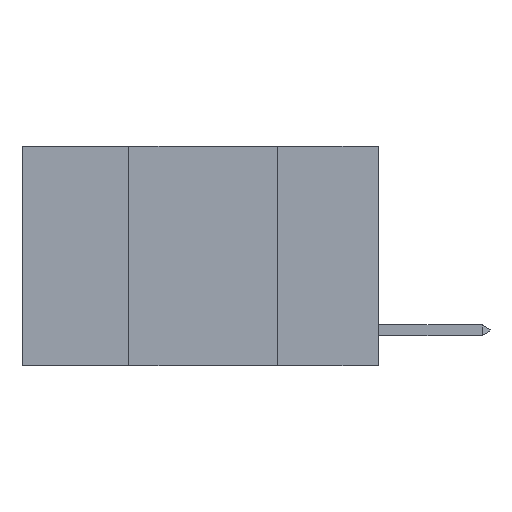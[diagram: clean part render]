
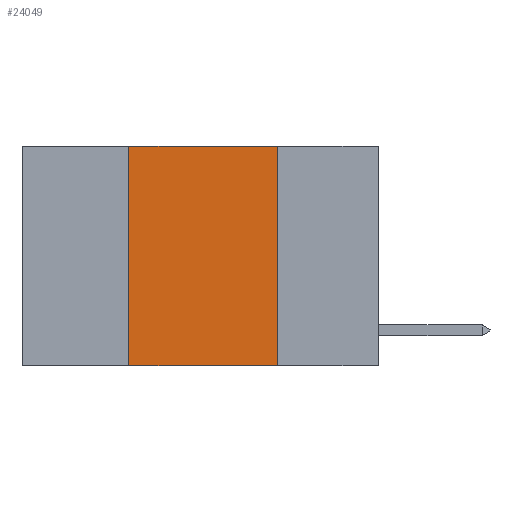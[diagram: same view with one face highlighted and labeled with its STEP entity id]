
A CAD part, left-side view. The second image highlights one B-rep face of the part: STEP entity #24049.
In plain terms, the highlighted planar face has unit normal (-1, 0, 0).
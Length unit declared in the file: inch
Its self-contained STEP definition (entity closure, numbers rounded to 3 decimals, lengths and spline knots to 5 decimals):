
#350 = CARTESIAN_POINT ( 'NONE',  ( 0., 0.6, 0. ) ) ;
#706 = VERTEX_POINT ( 'NONE', #26256 ) ;
#1845 = VERTEX_POINT ( 'NONE', #27617 ) ;
#2613 = VECTOR ( 'NONE', #16654, 39.37008 ) ;
#3483 = CARTESIAN_POINT ( 'NONE',  ( 0., 0.17, 0. ) ) ;
#4273 = ORIENTED_EDGE ( 'NONE', *, *, #25345, .F. ) ;
#4299 = VECTOR ( 'NONE', #28721, 39.37008 ) ;
#5181 = EDGE_LOOP ( 'NONE', ( #4273, #20615, #14750, #25088 ) ) ;
#6866 = CARTESIAN_POINT ( 'NONE',  ( 0., 0.17, 0. ) ) ;
#7122 = DIRECTION ( 'NONE',  ( 0., 0., -1. ) ) ;
#8803 = DIRECTION ( 'NONE',  ( 0., 0., 1. ) ) ;
#9406 = VECTOR ( 'NONE', #8803, 39.37008 ) ;
#9758 = AXIS2_PLACEMENT_3D ( 'NONE', #350, #20432, #7122 ) ;
#10363 = VECTOR ( 'NONE', #20169, 39.37008 ) ;
#10966 = LINE ( 'NONE', #15563, #4299 ) ;
#14420 = CARTESIAN_POINT ( 'NONE',  ( 0., 0.6, -0.37 ) ) ;
#14750 = ORIENTED_EDGE ( 'NONE', *, *, #23882, .F. ) ;
#15345 = LINE ( 'NONE', #24279, #9406 ) ;
#15563 = CARTESIAN_POINT ( 'NONE',  ( 0., 0.6, 0. ) ) ;
#15902 = PLANE ( 'NONE',  #9758 ) ;
#16654 = DIRECTION ( 'NONE',  ( 0., -1., 0. ) ) ;
#20169 = DIRECTION ( 'NONE',  ( 0., 0., -1. ) ) ;
#20392 = LINE ( 'NONE', #14420, #2613 ) ;
#20432 = DIRECTION ( 'NONE',  ( 1., 0., 0. ) ) ;
#20613 = VERTEX_POINT ( 'NONE', #3483 ) ;
#20615 = ORIENTED_EDGE ( 'NONE', *, *, #27053, .F. ) ;
#22209 = FACE_OUTER_BOUND ( 'NONE', #5181, .T. ) ;
#22397 = EDGE_CURVE ( 'NONE', #25910, #1845, #20392, .T. ) ;
#22813 = LINE ( 'NONE', #6866, #10363 ) ;
#23882 = EDGE_CURVE ( 'NONE', #25910, #706, #15345, .T. ) ;
#24049 = ADVANCED_FACE ( 'NONE', ( #22209 ), #15902, .F. ) ;
#24265 = CARTESIAN_POINT ( 'NONE',  ( 0., 0.42, -0.37 ) ) ;
#24279 = CARTESIAN_POINT ( 'NONE',  ( 0., 0.42, 0. ) ) ;
#25088 = ORIENTED_EDGE ( 'NONE', *, *, #22397, .T. ) ;
#25345 = EDGE_CURVE ( 'NONE', #20613, #1845, #22813, .T. ) ;
#25910 = VERTEX_POINT ( 'NONE', #24265 ) ;
#26256 = CARTESIAN_POINT ( 'NONE',  ( 0., 0.42, 0. ) ) ;
#27053 = EDGE_CURVE ( 'NONE', #706, #20613, #10966, .T. ) ;
#27617 = CARTESIAN_POINT ( 'NONE',  ( 0., 0.17, -0.37 ) ) ;
#28721 = DIRECTION ( 'NONE',  ( 0., -1., 0. ) ) ;
